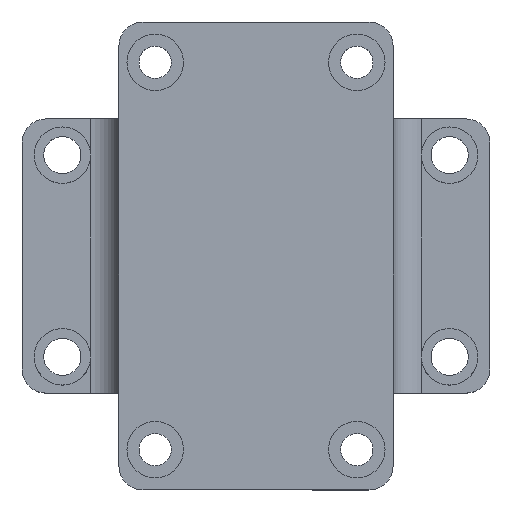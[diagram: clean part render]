
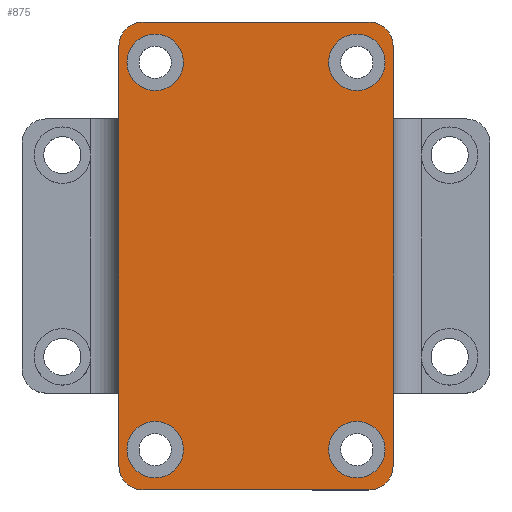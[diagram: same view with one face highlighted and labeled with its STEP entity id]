
A CAD part, top view. The second image highlights one B-rep face of the part: STEP entity #875.
In plain terms, the highlighted planar face has unit normal (0, 0, 1).
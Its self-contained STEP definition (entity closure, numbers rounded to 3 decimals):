
#15=FACE_BOUND('',#126,.T.);
#16=FACE_BOUND('',#127,.T.);
#17=FACE_BOUND('',#128,.T.);
#18=FACE_BOUND('',#129,.T.);
#40=PLANE('',#954);
#71=FACE_OUTER_BOUND('',#125,.T.);
#125=EDGE_LOOP('',(#618,#619,#620,#621,#622,#623,#624,#625,#626,#627,#628,
#629));
#126=EDGE_LOOP('',(#630));
#127=EDGE_LOOP('',(#631));
#128=EDGE_LOOP('',(#632));
#129=EDGE_LOOP('',(#633));
#203=LINE('',#1373,#271);
#206=LINE('',#1381,#274);
#207=LINE('',#1385,#275);
#208=LINE('',#1387,#276);
#209=LINE('',#1389,#277);
#210=LINE('',#1393,#278);
#211=LINE('',#1397,#279);
#212=LINE('',#1398,#280);
#271=VECTOR('',#1087,10.);
#274=VECTOR('',#1094,10.);
#275=VECTOR('',#1097,10.);
#276=VECTOR('',#1098,10.);
#277=VECTOR('',#1099,10.);
#278=VECTOR('',#1102,10.);
#279=VECTOR('',#1105,10.);
#280=VECTOR('',#1106,10.);
#342=CIRCLE('',#951,3.);
#344=CIRCLE('',#955,3.);
#345=CIRCLE('',#956,3.);
#346=CIRCLE('',#957,3.);
#347=CIRCLE('',#958,3.5);
#348=CIRCLE('',#959,3.5);
#349=CIRCLE('',#960,3.5);
#350=CIRCLE('',#961,3.5);
#399=VERTEX_POINT('',#1366);
#400=VERTEX_POINT('',#1368);
#401=VERTEX_POINT('',#1372);
#404=VERTEX_POINT('',#1380);
#405=VERTEX_POINT('',#1382);
#406=VERTEX_POINT('',#1384);
#407=VERTEX_POINT('',#1386);
#408=VERTEX_POINT('',#1388);
#409=VERTEX_POINT('',#1390);
#410=VERTEX_POINT('',#1392);
#411=VERTEX_POINT('',#1394);
#412=VERTEX_POINT('',#1396);
#413=VERTEX_POINT('',#1399);
#414=VERTEX_POINT('',#1401);
#415=VERTEX_POINT('',#1403);
#416=VERTEX_POINT('',#1405);
#483=EDGE_CURVE('',#399,#400,#342,.T.);
#485=EDGE_CURVE('',#401,#400,#203,.T.);
#489=EDGE_CURVE('',#399,#404,#206,.T.);
#490=EDGE_CURVE('',#405,#404,#344,.T.);
#491=EDGE_CURVE('',#405,#406,#207,.T.);
#492=EDGE_CURVE('',#406,#407,#208,.T.);
#493=EDGE_CURVE('',#407,#408,#209,.T.);
#494=EDGE_CURVE('',#409,#408,#345,.T.);
#495=EDGE_CURVE('',#409,#410,#210,.T.);
#496=EDGE_CURVE('',#411,#410,#346,.T.);
#497=EDGE_CURVE('',#411,#412,#211,.T.);
#498=EDGE_CURVE('',#412,#401,#212,.T.);
#499=EDGE_CURVE('',#413,#413,#347,.T.);
#500=EDGE_CURVE('',#414,#414,#348,.T.);
#501=EDGE_CURVE('',#415,#415,#349,.T.);
#502=EDGE_CURVE('',#416,#416,#350,.T.);
#618=ORIENTED_EDGE('',*,*,#483,.F.);
#619=ORIENTED_EDGE('',*,*,#489,.T.);
#620=ORIENTED_EDGE('',*,*,#490,.F.);
#621=ORIENTED_EDGE('',*,*,#491,.T.);
#622=ORIENTED_EDGE('',*,*,#492,.T.);
#623=ORIENTED_EDGE('',*,*,#493,.T.);
#624=ORIENTED_EDGE('',*,*,#494,.F.);
#625=ORIENTED_EDGE('',*,*,#495,.T.);
#626=ORIENTED_EDGE('',*,*,#496,.F.);
#627=ORIENTED_EDGE('',*,*,#497,.T.);
#628=ORIENTED_EDGE('',*,*,#498,.T.);
#629=ORIENTED_EDGE('',*,*,#485,.T.);
#630=ORIENTED_EDGE('',*,*,#499,.F.);
#631=ORIENTED_EDGE('',*,*,#500,.F.);
#632=ORIENTED_EDGE('',*,*,#501,.F.);
#633=ORIENTED_EDGE('',*,*,#502,.F.);
#875=ADVANCED_FACE('',(#71,#15,#16,#17,#18),#40,.T.);
#951=AXIS2_PLACEMENT_3D('',#1369,#1082,#1083);
#954=AXIS2_PLACEMENT_3D('',#1379,#1092,#1093);
#955=AXIS2_PLACEMENT_3D('',#1383,#1095,#1096);
#956=AXIS2_PLACEMENT_3D('',#1391,#1100,#1101);
#957=AXIS2_PLACEMENT_3D('',#1395,#1103,#1104);
#958=AXIS2_PLACEMENT_3D('',#1400,#1107,#1108);
#959=AXIS2_PLACEMENT_3D('',#1402,#1109,#1110);
#960=AXIS2_PLACEMENT_3D('',#1404,#1111,#1112);
#961=AXIS2_PLACEMENT_3D('',#1406,#1113,#1114);
#1082=DIRECTION('center_axis',(0.,0.,-1.));
#1083=DIRECTION('ref_axis',(0.707,0.707,0.));
#1087=DIRECTION('',(0.,1.,0.));
#1092=DIRECTION('center_axis',(0.,0.,1.));
#1093=DIRECTION('ref_axis',(0.,1.,0.));
#1094=DIRECTION('',(-1.,0.,0.));
#1095=DIRECTION('center_axis',(0.,0.,-1.));
#1096=DIRECTION('ref_axis',(-0.707,0.707,0.));
#1097=DIRECTION('',(0.,-1.,0.));
#1098=DIRECTION('',(0.,-1.,0.));
#1099=DIRECTION('',(0.,-1.,0.));
#1100=DIRECTION('center_axis',(0.,0.,-1.));
#1101=DIRECTION('ref_axis',(-0.707,-0.707,0.));
#1102=DIRECTION('',(1.,0.,0.));
#1103=DIRECTION('center_axis',(0.,0.,-1.));
#1104=DIRECTION('ref_axis',(0.707,-0.707,0.));
#1105=DIRECTION('',(0.,1.,0.));
#1106=DIRECTION('',(0.,1.,0.));
#1107=DIRECTION('center_axis',(0.,0.,1.));
#1108=DIRECTION('ref_axis',(0.,1.,0.));
#1109=DIRECTION('center_axis',(0.,0.,1.));
#1110=DIRECTION('ref_axis',(0.,1.,0.));
#1111=DIRECTION('center_axis',(0.,0.,1.));
#1112=DIRECTION('ref_axis',(0.,1.,0.));
#1113=DIRECTION('center_axis',(0.,0.,1.));
#1114=DIRECTION('ref_axis',(0.,1.,0.));
#1366=CARTESIAN_POINT('',(14.,61.,-264.));
#1368=CARTESIAN_POINT('',(17.,58.,-264.));
#1369=CARTESIAN_POINT('Origin',(14.,58.,-264.));
#1372=CARTESIAN_POINT('',(17.,49.,-264.));
#1373=CARTESIAN_POINT('',(17.,16.703,-264.));
#1379=CARTESIAN_POINT('Origin',(12.,30.407,-264.));
#1380=CARTESIAN_POINT('',(-14.,61.,-264.));
#1381=CARTESIAN_POINT('',(14.5,61.,-264.));
#1382=CARTESIAN_POINT('',(-17.,58.,-264.));
#1383=CARTESIAN_POINT('Origin',(-14.,58.,-264.));
#1384=CARTESIAN_POINT('',(-17.,49.,-264.));
#1385=CARTESIAN_POINT('',(-17.,45.703,-264.));
#1386=CARTESIAN_POINT('',(-17.,15.,-264.));
#1387=CARTESIAN_POINT('',(-17.,45.703,-264.));
#1388=CARTESIAN_POINT('',(-17.,6.,-264.));
#1389=CARTESIAN_POINT('',(-17.,45.703,-264.));
#1390=CARTESIAN_POINT('',(-14.,3.,-264.));
#1391=CARTESIAN_POINT('Origin',(-14.,6.,-264.));
#1392=CARTESIAN_POINT('',(14.,3.,-264.));
#1393=CARTESIAN_POINT('',(-2.5,3.,-264.));
#1394=CARTESIAN_POINT('',(17.,6.,-264.));
#1395=CARTESIAN_POINT('Origin',(14.,6.,-264.));
#1396=CARTESIAN_POINT('',(17.,15.,-264.));
#1397=CARTESIAN_POINT('',(17.,16.703,-264.));
#1398=CARTESIAN_POINT('',(17.,16.703,-264.));
#1399=CARTESIAN_POINT('',(-12.5,52.5,-264.));
#1400=CARTESIAN_POINT('Origin',(-12.5,56.,-264.));
#1401=CARTESIAN_POINT('',(12.5,52.5,-264.));
#1402=CARTESIAN_POINT('Origin',(12.5,56.,-264.));
#1403=CARTESIAN_POINT('',(-12.5,4.5,-264.));
#1404=CARTESIAN_POINT('Origin',(-12.5,8.,-264.));
#1405=CARTESIAN_POINT('',(12.5,4.5,-264.));
#1406=CARTESIAN_POINT('Origin',(12.5,8.,-264.));
